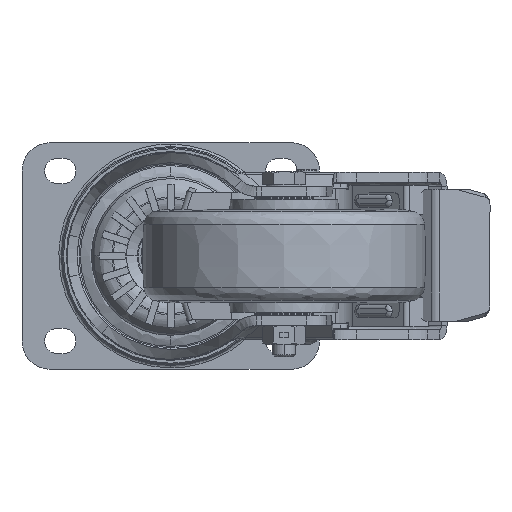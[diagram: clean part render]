
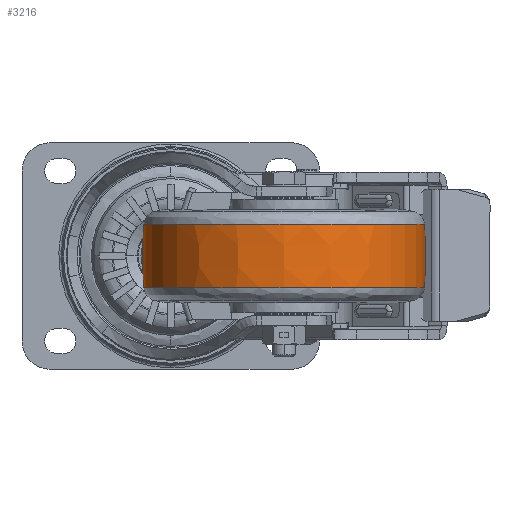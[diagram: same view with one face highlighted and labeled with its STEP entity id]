
A CAD part, front view. The second image highlights one B-rep face of the part: STEP entity #3216.
In plain terms, the highlighted free-form (B-spline) face has degree [3, 3] with [4, 4] control points.
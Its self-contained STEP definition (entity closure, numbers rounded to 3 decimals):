
#877 = CARTESIAN_POINT ( 'NONE',  ( 89.492, -78., 11.255 ) ) ;
#2274 = CARTESIAN_POINT ( 'NONE',  ( -10.17, -178.339, 3.762 ) ) ;
#3216 = ADVANCED_FACE ( 'NONE', ( #29655 ), #49027, .T. ) ;
#3667 = VERTEX_POINT ( 'NONE', #877 ) ;
#5633 = ORIENTED_EDGE ( 'NONE', *, *, #49909, .T. ) ;
#5816 = CIRCLE ( 'NONE', #53323, 49.492 ) ;
#7381 = CARTESIAN_POINT ( 'NONE',  ( 89.492, -78., 11.255 ) ) ;
#12283 = CARTESIAN_POINT ( 'NONE',  ( 89.492, -176.984, -11.255 ) ) ;
#12511 = CARTESIAN_POINT ( 'NONE',  ( -9.492, -176.984, 11.255 ) ) ;
#15765 = AXIS2_PLACEMENT_3D ( 'NONE', #24101, #59650, #29195 ) ;
#16113 = CARTESIAN_POINT ( 'NONE',  ( -9.492, -78., 11.255 ) ) ;
#17380 = CARTESIAN_POINT ( 'NONE',  ( -9.492, -78., -11.255 ) ) ;
#18973 = DIRECTION ( 'NONE',  ( 0., 1., 0. ) ) ;
#19021 = DIRECTION ( 'NONE',  ( 0., 0., -1. ) ) ;
#20501 = AXIS2_PLACEMENT_3D ( 'NONE', #49411, #18973, #54523 ) ;
#21638 = VERTEX_POINT ( 'NONE', #55793 ) ;
#22527 = EDGE_CURVE ( 'NONE', #3667, #49605, #5816, .T. ) ;
#22537 = CARTESIAN_POINT ( 'NONE',  ( 90.17, -178.339, -3.762 ) ) ;
#23317 = CARTESIAN_POINT ( 'NONE',  ( -35., -78., 0. ) ) ;
#23933 = CIRCLE ( 'NONE', #20501, 125. ) ;
#24101 = CARTESIAN_POINT ( 'NONE',  ( 40., -78., -11.255 ) ) ;
#25155 = ORIENTED_EDGE ( 'NONE', *, *, #44177, .F. ) ;
#25853 = CARTESIAN_POINT ( 'NONE',  ( 89.492, -78., -11.255 ) ) ;
#27654 = CARTESIAN_POINT ( 'NONE',  ( -10.17, -78., -3.762 ) ) ;
#28419 = DIRECTION ( 'NONE',  ( 1., 0., 0. ) ) ;
#29195 = DIRECTION ( 'NONE',  ( -1., 0., 0. ) ) ;
#29655 = FACE_OUTER_BOUND ( 'NONE', #65007, .T. ) ;
#32736 = CARTESIAN_POINT ( 'NONE',  ( 90.17, -178.339, 3.762 ) ) ;
#37837 = CARTESIAN_POINT ( 'NONE',  ( -10.17, -78., 3.762 ) ) ;
#39444 = CIRCLE ( 'NONE', #50453, 125. ) ;
#42919 = CARTESIAN_POINT ( 'NONE',  ( 89.492, -176.984, 11.255 ) ) ;
#44177 = EDGE_CURVE ( 'NONE', #21638, #49605, #23933, .T. ) ;
#44215 = ORIENTED_EDGE ( 'NONE', *, *, #46613, .T. ) ;
#46613 = EDGE_CURVE ( 'NONE', #62214, #3667, #39444, .T. ) ;
#47856 = CARTESIAN_POINT ( 'NONE',  ( -9.492, -176.984, -11.255 ) ) ;
#48080 = CARTESIAN_POINT ( 'NONE',  ( -9.492, -78., 11.255 ) ) ;
#49027 =( BOUNDED_SURFACE ( )  B_SPLINE_SURFACE ( 3, 3, ( 
 ( #57863, #12283, #47856, #17380 ),
 ( #52972, #22537, #58090, #27654 ),
 ( #63197, #32736, #2274, #37837 ),
 ( #7381, #42919, #12511, #48080 ) ),
 .UNSPECIFIED., .F., .F., .F. ) 
 B_SPLINE_SURFACE_WITH_KNOTS ( ( 4, 4 ),
 ( 4, 4 ),
 ( 0., 1. ),
 ( 0., 1. ),
 .UNSPECIFIED. ) 
 GEOMETRIC_REPRESENTATION_ITEM ( )  RATIONAL_B_SPLINE_SURFACE ( (
 ( 1., 0.333, 0.333, 1.),
 ( 0.997, 0.332, 0.332, 0.997),
 ( 0.997, 0.332, 0.332, 0.997),
 ( 1., 0.333, 0.333, 1.) ) ) 
 REPRESENTATION_ITEM ( '' )  SURFACE ( )  );
#49411 = CARTESIAN_POINT ( 'NONE',  ( 115., -78., 0. ) ) ;
#49457 = CARTESIAN_POINT ( 'NONE',  ( 40., -78., 11.255 ) ) ;
#49605 = VERTEX_POINT ( 'NONE', #16113 ) ;
#49909 = EDGE_CURVE ( 'NONE', #21638, #62214, #55954, .T. ) ;
#50453 = AXIS2_PLACEMENT_3D ( 'NONE', #23317, #58853, #28419 ) ;
#52972 = CARTESIAN_POINT ( 'NONE',  ( 90.17, -78., -3.762 ) ) ;
#53323 = AXIS2_PLACEMENT_3D ( 'NONE', #49457, #19021, #54567 ) ;
#54523 = DIRECTION ( 'NONE',  ( -1., 0., 0. ) ) ;
#54567 = DIRECTION ( 'NONE',  ( -1., 0., 0. ) ) ;
#55793 = CARTESIAN_POINT ( 'NONE',  ( -9.492, -78., -11.255 ) ) ;
#55954 = CIRCLE ( 'NONE', #15765, 49.492 ) ;
#57863 = CARTESIAN_POINT ( 'NONE',  ( 89.492, -78., -11.255 ) ) ;
#58090 = CARTESIAN_POINT ( 'NONE',  ( -10.17, -178.339, -3.762 ) ) ;
#58853 = DIRECTION ( 'NONE',  ( 0., -1., 0. ) ) ;
#59650 = DIRECTION ( 'NONE',  ( 0., 0., 1. ) ) ;
#62214 = VERTEX_POINT ( 'NONE', #25853 ) ;
#63197 = CARTESIAN_POINT ( 'NONE',  ( 90.17, -78., 3.762 ) ) ;
#64122 = ORIENTED_EDGE ( 'NONE', *, *, #22527, .T. ) ;
#65007 = EDGE_LOOP ( 'NONE', ( #5633, #44215, #64122, #25155 ) ) ;
